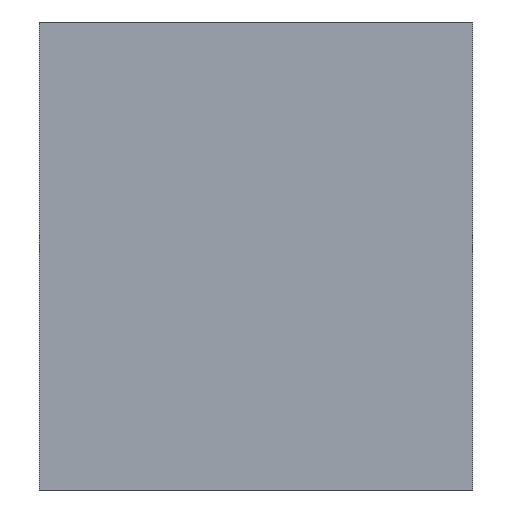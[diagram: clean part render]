
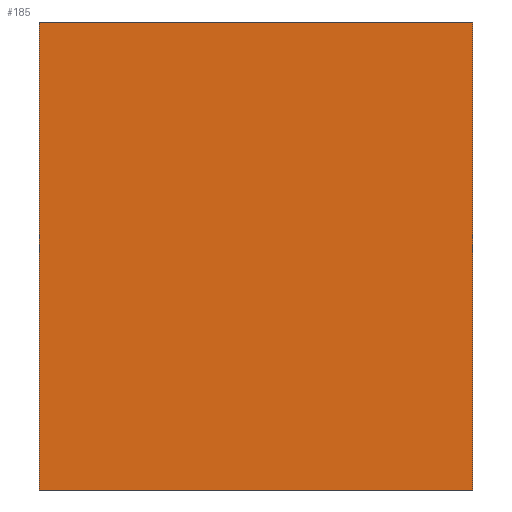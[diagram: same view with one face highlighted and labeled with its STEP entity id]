
A CAD part, left-side view. The second image highlights one B-rep face of the part: STEP entity #185.
In plain terms, the highlighted planar face has unit normal (-1, 0, 0).
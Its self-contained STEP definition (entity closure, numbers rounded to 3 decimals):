
#6 = DIRECTION ( 'NONE',  ( 0., 0., -1. ) ) ;
#17 = CARTESIAN_POINT ( 'NONE',  ( -60.428, 1.309, 0. ) ) ;
#102 = EDGE_CURVE ( 'NONE', #1061, #332, #825, .T. ) ;
#104 = EDGE_CURVE ( 'NONE', #838, #261, #1096, .T. ) ;
#140 = CARTESIAN_POINT ( 'NONE',  ( -60.428, 1.309, 30.2 ) ) ;
#143 = CARTESIAN_POINT ( 'NONE',  ( -60.428, 1.309, 0. ) ) ;
#185 = ADVANCED_FACE ( 'NONE', ( #1046 ), #770, .F. ) ;
#243 = VECTOR ( 'NONE', #917, 1000. ) ;
#261 = VERTEX_POINT ( 'NONE', #1018 ) ;
#301 = ORIENTED_EDGE ( 'NONE', *, *, #713, .T. ) ;
#332 = VERTEX_POINT ( 'NONE', #597 ) ;
#367 = CARTESIAN_POINT ( 'NONE',  ( -60.428, 1.309, 30.2 ) ) ;
#422 = LINE ( 'NONE', #792, #502 ) ;
#432 = EDGE_LOOP ( 'NONE', ( #834, #439, #1167, #301 ) ) ;
#439 = ORIENTED_EDGE ( 'NONE', *, *, #546, .F. ) ;
#453 = LINE ( 'NONE', #818, #974 ) ;
#502 = VECTOR ( 'NONE', #1150, 1000. ) ;
#546 = EDGE_CURVE ( 'NONE', #332, #261, #422, .T. ) ;
#597 = CARTESIAN_POINT ( 'NONE',  ( -60.428, -26.691, 30.2 ) ) ;
#686 = DIRECTION ( 'NONE',  ( 0., 0., -1. ) ) ;
#713 = EDGE_CURVE ( 'NONE', #1061, #838, #453, .T. ) ;
#770 = PLANE ( 'NONE',  #1134 ) ;
#792 = CARTESIAN_POINT ( 'NONE',  ( -60.428, -26.691, 30.2 ) ) ;
#818 = CARTESIAN_POINT ( 'NONE',  ( -60.428, 1.309, 30.2 ) ) ;
#825 = LINE ( 'NONE', #367, #1112 ) ;
#834 = ORIENTED_EDGE ( 'NONE', *, *, #104, .T. ) ;
#838 = VERTEX_POINT ( 'NONE', #143 ) ;
#842 = DIRECTION ( 'NONE',  ( 1., 0., 0. ) ) ;
#917 = DIRECTION ( 'NONE',  ( 0., -1., 0. ) ) ;
#920 = CARTESIAN_POINT ( 'NONE',  ( -60.428, 1.309, 30.2 ) ) ;
#974 = VECTOR ( 'NONE', #6, 1000. ) ;
#1004 = DIRECTION ( 'NONE',  ( 0., -1., 0. ) ) ;
#1018 = CARTESIAN_POINT ( 'NONE',  ( -60.428, -26.691, 0. ) ) ;
#1046 = FACE_OUTER_BOUND ( 'NONE', #432, .T. ) ;
#1061 = VERTEX_POINT ( 'NONE', #920 ) ;
#1096 = LINE ( 'NONE', #17, #243 ) ;
#1112 = VECTOR ( 'NONE', #1004, 1000. ) ;
#1134 = AXIS2_PLACEMENT_3D ( 'NONE', #140, #842, #686 ) ;
#1150 = DIRECTION ( 'NONE',  ( 0., 0., -1. ) ) ;
#1167 = ORIENTED_EDGE ( 'NONE', *, *, #102, .F. ) ;
